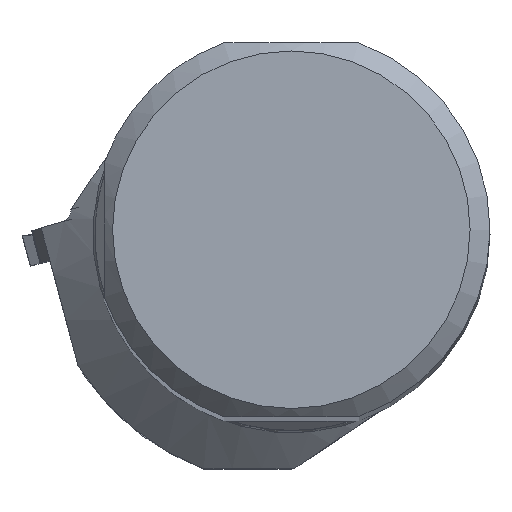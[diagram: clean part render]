
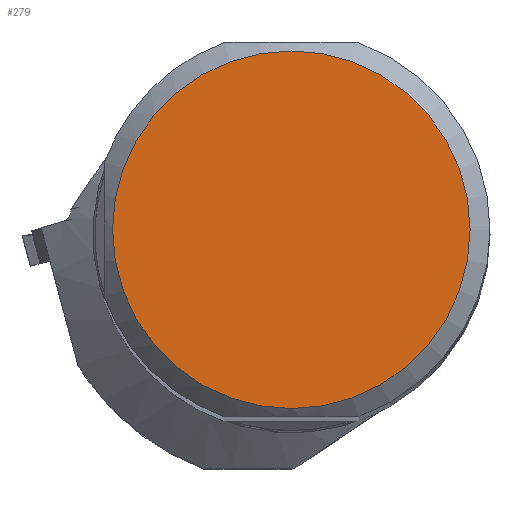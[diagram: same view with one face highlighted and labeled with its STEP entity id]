
A CAD part, top view. The second image highlights one B-rep face of the part: STEP entity #279.
In plain terms, the highlighted planar face has unit normal (0, 0, 1).
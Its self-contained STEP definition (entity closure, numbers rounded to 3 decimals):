
#173=PLANE('',#1838);
#279=ADVANCED_FACE('',(#385),#173,.T.);
#385=FACE_OUTER_BOUND('',#474,.T.);
#474=EDGE_LOOP('',(#899));
#527=CIRCLE('',#1837,22.489);
#899=ORIENTED_EDGE('',*,*,#1371,.T.);
#1152=VERTEX_POINT('',#3077);
#1371=EDGE_CURVE('',#1152,#1152,#527,.T.);
#1837=AXIS2_PLACEMENT_3D('',#3076,#2244,#2245);
#1838=AXIS2_PLACEMENT_3D('',#3078,#2246,#2247);
#2244=DIRECTION('',(0.,0.,1.));
#2245=DIRECTION('',(1.,0.,0.));
#2246=DIRECTION('',(0.,0.,1.));
#2247=DIRECTION('',(-1.,0.,0.));
#3076=CARTESIAN_POINT('',(0.,0.,0.));
#3077=CARTESIAN_POINT('',(22.489,0.,0.));
#3078=CARTESIAN_POINT('',(0.,0.,0.));
